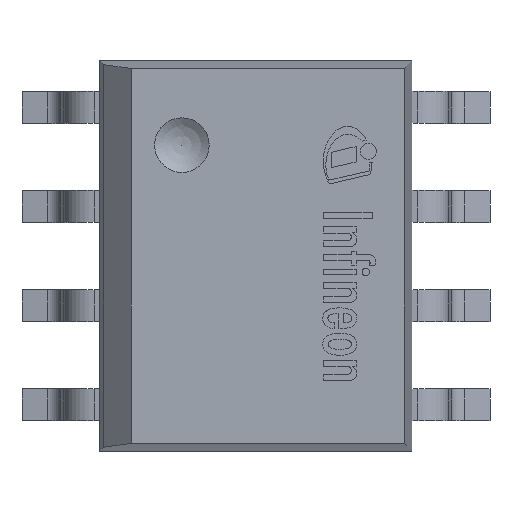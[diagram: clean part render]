
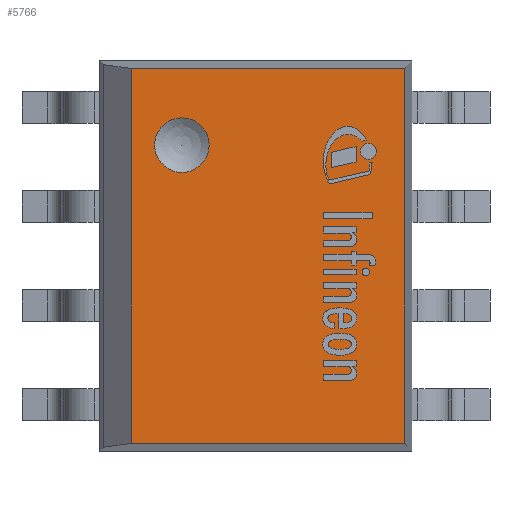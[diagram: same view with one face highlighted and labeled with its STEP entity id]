
A CAD part, top view. The second image highlights one B-rep face of the part: STEP entity #5766.
In plain terms, the highlighted planar face has unit normal (0, 0, 1).
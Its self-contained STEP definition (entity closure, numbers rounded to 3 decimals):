
#66=FACE_BOUND('',#610,.T.);
#77=PLANE('',#6134);
#269=FACE_OUTER_BOUND('',#609,.T.);
#609=EDGE_LOOP('',(#3891,#3892,#3893,#3894));
#610=EDGE_LOOP('',(#3895));
#952=LINE('',#8650,#1525);
#957=LINE('',#8660,#1530);
#962=LINE('',#8669,#1535);
#963=LINE('',#8671,#1536);
#1525=VECTOR('',#6788,1.);
#1530=VECTOR('',#6797,1.);
#1535=VECTOR('',#6804,1.);
#1536=VECTOR('',#6807,1.);
#2092=CIRCLE('',#6124,0.35);
#2395=VERTEX_POINT('',#8629);
#2402=VERTEX_POINT('',#8647);
#2403=VERTEX_POINT('',#8649);
#2406=VERTEX_POINT('',#8659);
#2409=VERTEX_POINT('',#8667);
#2980=EDGE_CURVE('',#2395,#2395,#2092,.T.);
#2989=EDGE_CURVE('',#2403,#2402,#952,.T.);
#2994=EDGE_CURVE('',#2403,#2406,#957,.T.);
#2999=EDGE_CURVE('',#2409,#2402,#962,.T.);
#3000=EDGE_CURVE('',#2406,#2409,#963,.T.);
#3891=ORIENTED_EDGE('',*,*,#2989,.T.);
#3892=ORIENTED_EDGE('',*,*,#2999,.F.);
#3893=ORIENTED_EDGE('',*,*,#3000,.F.);
#3894=ORIENTED_EDGE('',*,*,#2994,.F.);
#3895=ORIENTED_EDGE('',*,*,#2980,.T.);
#5766=ADVANCED_FACE('',(#269,#66),#77,.T.);
#6124=AXIS2_PLACEMENT_3D('',#8630,#6770,#6771);
#6134=AXIS2_PLACEMENT_3D('',#8673,#6809,#6810);
#6770=DIRECTION('center_axis',(0.,0.,-1.));
#6771=DIRECTION('ref_axis',(1.,0.,0.));
#6788=DIRECTION('',(0.,-1.,0.));
#6797=DIRECTION('',(1.,0.,0.));
#6804=DIRECTION('',(-1.,0.,0.));
#6807=DIRECTION('',(0.,-1.,0.));
#6809=DIRECTION('center_axis',(0.,0.,1.));
#6810=DIRECTION('ref_axis',(0.,-1.,0.));
#8629=CARTESIAN_POINT('',(-0.95,1.77,1.75));
#8630=CARTESIAN_POINT('Origin',(-0.95,1.42,1.75));
#8647=CARTESIAN_POINT('',(-1.601,-2.403,1.75));
#8649=CARTESIAN_POINT('',(-1.601,2.403,1.75));
#8650=CARTESIAN_POINT('',(-1.601,-2.256,1.75));
#8659=CARTESIAN_POINT('',(1.903,2.403,1.75));
#8660=CARTESIAN_POINT('',(-2.,2.403,1.75));
#8667=CARTESIAN_POINT('',(1.903,-2.403,1.75));
#8669=CARTESIAN_POINT('',(2.,-2.403,1.75));
#8671=CARTESIAN_POINT('',(1.903,2.5,1.75));
#8673=CARTESIAN_POINT('Origin',(0.,0.,
1.75));
